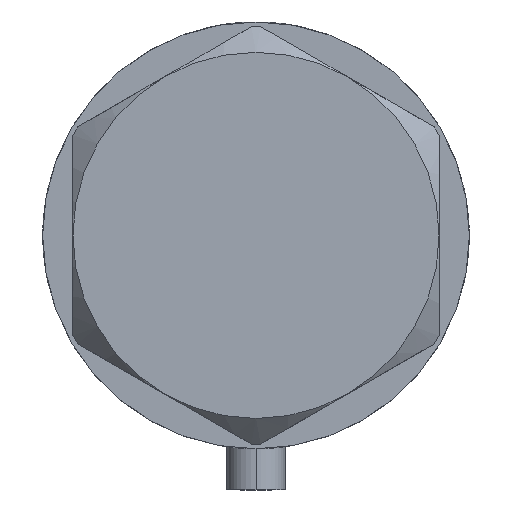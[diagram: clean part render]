
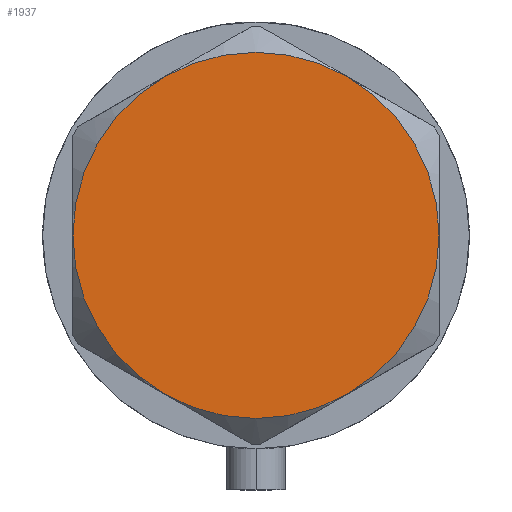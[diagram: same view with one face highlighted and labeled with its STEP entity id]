
A CAD part, left-side view. The second image highlights one B-rep face of the part: STEP entity #1937.
In plain terms, the highlighted face is planar.
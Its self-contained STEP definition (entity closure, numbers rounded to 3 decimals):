
#4 = CARTESIAN_POINT ( 'NONE',  ( 0., 0., 13. ) ) ;
#75 = VERTEX_POINT ( 'NONE', #1882 ) ;
#102 = DIRECTION ( 'NONE',  ( 0., 0., 1. ) ) ;
#276 = AXIS2_PLACEMENT_3D ( 'NONE', #4, #3867, #677 ) ;
#291 = DIRECTION ( 'NONE',  ( 1., 0., 0. ) ) ;
#301 = DIRECTION ( 'NONE',  ( 0., 0., 1. ) ) ;
#319 = DIRECTION ( 'NONE',  ( 1., 0., 0. ) ) ;
#423 = DIRECTION ( 'NONE',  ( 1., 0., 0. ) ) ;
#457 = EDGE_CURVE ( 'NONE', #3925, #4039, #2010, .T. ) ;
#479 = AXIS2_PLACEMENT_3D ( 'NONE', #3091, #301, #319 ) ;
#608 = VERTEX_POINT ( 'NONE', #1410 ) ;
#677 = DIRECTION ( 'NONE',  ( 1., 0., 0. ) ) ;
#781 = CARTESIAN_POINT ( 'NONE',  ( 0., 0., 13. ) ) ;
#914 = DIRECTION ( 'NONE',  ( 0., 0., 1. ) ) ;
#978 = DIRECTION ( 'NONE',  ( 0., 0., 1. ) ) ;
#1123 = CARTESIAN_POINT ( 'NONE',  ( 37.75, 0., 13. ) ) ;
#1163 = CIRCLE ( 'NONE', #3855, 37.75 ) ;
#1185 = EDGE_CURVE ( 'NONE', #608, #2738, #1580, .T. ) ;
#1314 = DIRECTION ( 'NONE',  ( 1., 0., 0. ) ) ;
#1410 = CARTESIAN_POINT ( 'NONE',  ( -37.75, 0., 13. ) ) ;
#1580 = CIRCLE ( 'NONE', #479, 37.75 ) ;
#1688 = EDGE_CURVE ( 'NONE', #1946, #3925, #2019, .T. ) ;
#1752 = ORIENTED_EDGE ( 'NONE', *, *, #1185, .T. ) ;
#1812 = FACE_OUTER_BOUND ( 'NONE', #3600, .T. ) ;
#1871 = CARTESIAN_POINT ( 'NONE',  ( 18.875, -32.692, 13. ) ) ;
#1882 = CARTESIAN_POINT ( 'NONE',  ( -18.875, 32.692, 13. ) ) ;
#1928 = ORIENTED_EDGE ( 'NONE', *, *, #2973, .T. ) ;
#1937 = ADVANCED_FACE ( 'NONE', ( #1812 ), #3247, .T. ) ;
#1946 = VERTEX_POINT ( 'NONE', #1871 ) ;
#2010 = CIRCLE ( 'NONE', #3545, 37.75 ) ;
#2019 = CIRCLE ( 'NONE', #4501, 37.75 ) ;
#2064 = DIRECTION ( 'NONE',  ( 0., 0., 1. ) ) ;
#2159 = CARTESIAN_POINT ( 'NONE',  ( 18.875, 32.692, 13. ) ) ;
#2571 = ORIENTED_EDGE ( 'NONE', *, *, #1688, .T. ) ;
#2659 = CARTESIAN_POINT ( 'NONE',  ( 0., 0., 13. ) ) ;
#2738 = VERTEX_POINT ( 'NONE', #4058 ) ;
#2973 = EDGE_CURVE ( 'NONE', #4039, #75, #3122, .T. ) ;
#3019 = ORIENTED_EDGE ( 'NONE', *, *, #3871, .T. ) ;
#3058 = CIRCLE ( 'NONE', #276, 37.75 ) ;
#3091 = CARTESIAN_POINT ( 'NONE',  ( 0., 0., 13. ) ) ;
#3122 = CIRCLE ( 'NONE', #4008, 37.75 ) ;
#3182 = ORIENTED_EDGE ( 'NONE', *, *, #3678, .T. ) ;
#3200 = DIRECTION ( 'NONE',  ( 1., 0., 0. ) ) ;
#3247 = PLANE ( 'NONE',  #3932 ) ;
#3320 = DIRECTION ( 'NONE',  ( 1., 0., 0. ) ) ;
#3431 = CARTESIAN_POINT ( 'NONE',  ( 0., 0., 13. ) ) ;
#3454 = CARTESIAN_POINT ( 'NONE',  ( 0., 0., 13. ) ) ;
#3545 = AXIS2_PLACEMENT_3D ( 'NONE', #2659, #914, #3320 ) ;
#3592 = DIRECTION ( 'NONE',  ( 0., 0., 1. ) ) ;
#3600 = EDGE_LOOP ( 'NONE', ( #2571, #3727, #1928, #3019, #1752, #3182 ) ) ;
#3678 = EDGE_CURVE ( 'NONE', #2738, #1946, #1163, .T. ) ;
#3727 = ORIENTED_EDGE ( 'NONE', *, *, #457, .T. ) ;
#3855 = AXIS2_PLACEMENT_3D ( 'NONE', #3454, #2064, #1314 ) ;
#3867 = DIRECTION ( 'NONE',  ( 0., 0., 1. ) ) ;
#3871 = EDGE_CURVE ( 'NONE', #75, #608, #3058, .T. ) ;
#3907 = CARTESIAN_POINT ( 'NONE',  ( 0., 0., 13. ) ) ;
#3925 = VERTEX_POINT ( 'NONE', #1123 ) ;
#3932 = AXIS2_PLACEMENT_3D ( 'NONE', #781, #102, #3200 ) ;
#4008 = AXIS2_PLACEMENT_3D ( 'NONE', #3907, #3592, #423 ) ;
#4039 = VERTEX_POINT ( 'NONE', #2159 ) ;
#4058 = CARTESIAN_POINT ( 'NONE',  ( -18.875, -32.692, 13. ) ) ;
#4501 = AXIS2_PLACEMENT_3D ( 'NONE', #3431, #978, #291 ) ;
